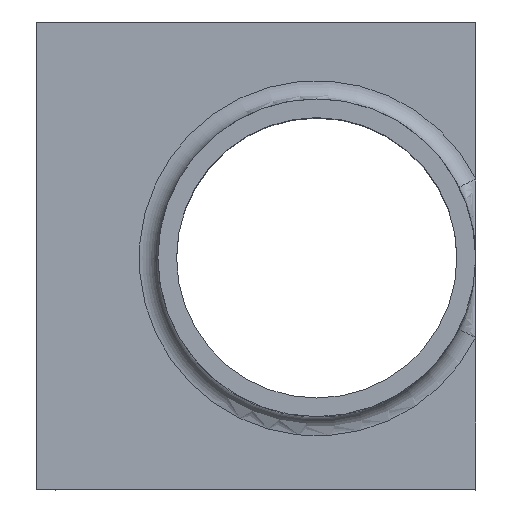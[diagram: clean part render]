
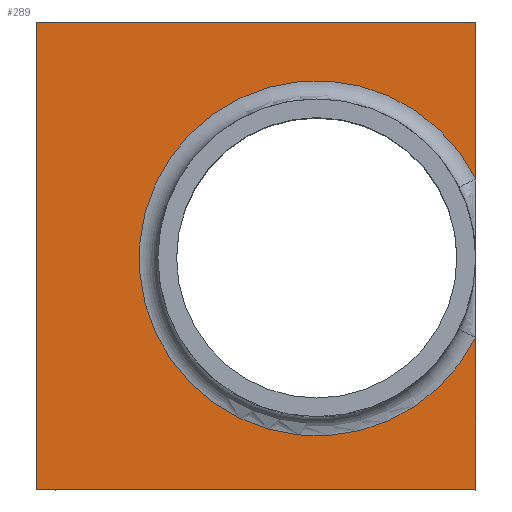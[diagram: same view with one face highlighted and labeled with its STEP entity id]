
A CAD part, top view. The second image highlights one B-rep face of the part: STEP entity #289.
In plain terms, the highlighted planar face has unit normal (0, 0, 1).
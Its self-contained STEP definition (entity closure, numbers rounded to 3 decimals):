
#27=FACE_OUTER_BOUND('',#43,.T.);
#43=EDGE_LOOP('',(#210,#211,#212,#213,#214,#215));
#62=CIRCLE('',#323,9.5);
#72=LINE('',#543,#102);
#73=LINE('',#545,#103);
#74=LINE('',#547,#104);
#75=LINE('',#549,#105);
#76=LINE('',#550,#106);
#102=VECTOR('',#367,10.);
#103=VECTOR('',#368,10.);
#104=VECTOR('',#369,10.);
#105=VECTOR('',#370,10.);
#106=VECTOR('',#371,10.);
#131=VERTEX_POINT('',#432);
#135=VERTEX_POINT('',#439);
#137=VERTEX_POINT('',#542);
#138=VERTEX_POINT('',#544);
#139=VERTEX_POINT('',#546);
#140=VERTEX_POINT('',#548);
#162=EDGE_CURVE('',#135,#131,#62,.T.);
#167=EDGE_CURVE('',#135,#137,#72,.T.);
#168=EDGE_CURVE('',#138,#137,#73,.T.);
#169=EDGE_CURVE('',#139,#138,#74,.T.);
#170=EDGE_CURVE('',#139,#140,#75,.T.);
#171=EDGE_CURVE('',#140,#131,#76,.T.);
#210=ORIENTED_EDGE('',*,*,#162,.F.);
#211=ORIENTED_EDGE('',*,*,#167,.T.);
#212=ORIENTED_EDGE('',*,*,#168,.F.);
#213=ORIENTED_EDGE('',*,*,#169,.F.);
#214=ORIENTED_EDGE('',*,*,#170,.T.);
#215=ORIENTED_EDGE('',*,*,#171,.T.);
#275=PLANE('',#324);
#289=ADVANCED_FACE('',(#27),#275,.T.);
#323=AXIS2_PLACEMENT_3D('',#441,#361,#362);
#324=AXIS2_PLACEMENT_3D('',#541,#365,#366);
#361=DIRECTION('center_axis',(0.,0.,1.));
#362=DIRECTION('ref_axis',(-1.,0.,0.));
#365=DIRECTION('center_axis',(0.,0.,1.));
#366=DIRECTION('ref_axis',(1.,0.,0.));
#367=DIRECTION('',(0.,1.,0.));
#368=DIRECTION('',(1.,0.,0.));
#369=DIRECTION('',(0.,1.,0.));
#370=DIRECTION('',(1.,0.,0.));
#371=DIRECTION('',(0.,1.,0.));
#432=CARTESIAN_POINT('',(22.5,8.116,21.034));
#439=CARTESIAN_POINT('',(22.5,16.601,21.034));
#441=CARTESIAN_POINT('Origin',(14.,12.359,21.034));
#541=CARTESIAN_POINT('Origin',(-1.,0.,21.034));
#542=CARTESIAN_POINT('',(22.5,25.,21.034));
#543=CARTESIAN_POINT('',(22.5,0.,21.034));
#544=CARTESIAN_POINT('',(-1.,25.,21.034));
#545=CARTESIAN_POINT('',(-1.,25.,21.034));
#546=CARTESIAN_POINT('',(-1.,0.,21.034));
#547=CARTESIAN_POINT('',(-1.,0.,21.034));
#548=CARTESIAN_POINT('',(22.5,0.,21.034));
#549=CARTESIAN_POINT('',(-1.,0.,21.034));
#550=CARTESIAN_POINT('',(22.5,0.,21.034));
